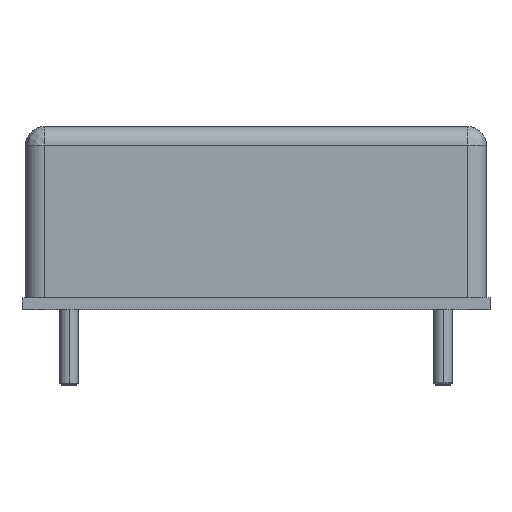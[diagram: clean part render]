
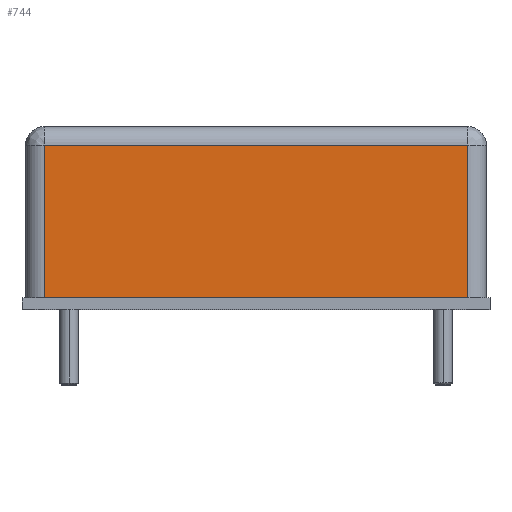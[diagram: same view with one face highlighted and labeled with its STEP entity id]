
A CAD part, top view. The second image highlights one B-rep face of the part: STEP entity #744.
In plain terms, the highlighted planar face has unit normal (0, 0, 1).
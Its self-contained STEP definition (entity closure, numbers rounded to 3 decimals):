
#379 = EDGE_LOOP ( 'NONE', ( #1693, #2271, #3376, #4220 ) ) ;
#744 = ADVANCED_FACE ( 'NONE', ( #3387 ), #4066, .F. ) ;
#1210 = VECTOR ( 'NONE', #1951, 1000. ) ;
#1547 = EDGE_CURVE ( 'NONE', #3462, #2243, #2858, .T. ) ;
#1632 = VECTOR ( 'NONE', #1949, 1000. ) ;
#1693 = ORIENTED_EDGE ( 'NONE', *, *, #1547, .F. ) ;
#1949 = DIRECTION ( 'NONE',  ( 0., -1., 0. ) ) ;
#1951 = DIRECTION ( 'NONE',  ( -1., 0., 0. ) ) ;
#2044 = VECTOR ( 'NONE', #2136, 1000. ) ;
#2136 = DIRECTION ( 'NONE',  ( 1., 0., 0. ) ) ;
#2194 = DIRECTION ( 'NONE',  ( 0., 1., 0. ) ) ;
#2243 = VERTEX_POINT ( 'NONE', #2782 ) ;
#2271 = ORIENTED_EDGE ( 'NONE', *, *, #2841, .F. ) ;
#2394 = AXIS2_PLACEMENT_3D ( 'NONE', #3610, #3152, #2706 ) ;
#2409 = CARTESIAN_POINT ( 'NONE',  ( 11.5, 10.5, 12.5 ) ) ;
#2410 = CARTESIAN_POINT ( 'NONE',  ( 12.5, 0.6, 12.5 ) ) ;
#2426 = VERTEX_POINT ( 'NONE', #2891 ) ;
#2588 = CARTESIAN_POINT ( 'NONE',  ( 0., 8.9, 12.5 ) ) ;
#2646 = EDGE_CURVE ( 'NONE', #2243, #2426, #2859, .T. ) ;
#2647 = CARTESIAN_POINT ( 'NONE',  ( -11.5, 10.5, 12.5 ) ) ;
#2706 = DIRECTION ( 'NONE',  ( -1., 0., 0. ) ) ;
#2763 = VECTOR ( 'NONE', #2194, 1000. ) ;
#2782 = CARTESIAN_POINT ( 'NONE',  ( 11.5, 0.6, 12.5 ) ) ;
#2841 = EDGE_CURVE ( 'NONE', #3561, #3462, #3042, .T. ) ;
#2858 = LINE ( 'NONE', #2409, #1632 ) ;
#2859 = LINE ( 'NONE', #2410, #1210 ) ;
#2891 = CARTESIAN_POINT ( 'NONE',  ( -11.5, 0.6, 12.5 ) ) ;
#3042 = LINE ( 'NONE', #2588, #2044 ) ;
#3097 = LINE ( 'NONE', #2647, #2763 ) ;
#3152 = DIRECTION ( 'NONE',  ( 0., 0., -1. ) ) ;
#3260 = CARTESIAN_POINT ( 'NONE',  ( 11.5, 8.9, 12.5 ) ) ;
#3337 = CARTESIAN_POINT ( 'NONE',  ( -11.5, 8.9, 12.5 ) ) ;
#3376 = ORIENTED_EDGE ( 'NONE', *, *, #3924, .F. ) ;
#3387 = FACE_OUTER_BOUND ( 'NONE', #379, .T. ) ;
#3462 = VERTEX_POINT ( 'NONE', #3260 ) ;
#3561 = VERTEX_POINT ( 'NONE', #3337 ) ;
#3610 = CARTESIAN_POINT ( 'NONE',  ( 12.5, 10.5, 12.5 ) ) ;
#3924 = EDGE_CURVE ( 'NONE', #2426, #3561, #3097, .T. ) ;
#4066 = PLANE ( 'NONE',  #2394 ) ;
#4220 = ORIENTED_EDGE ( 'NONE', *, *, #2646, .F. ) ;
